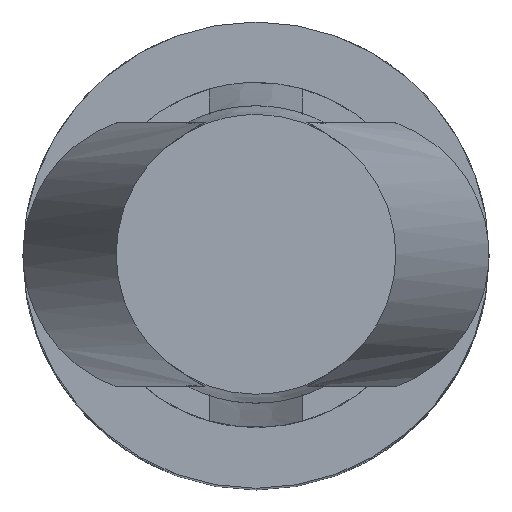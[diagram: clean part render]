
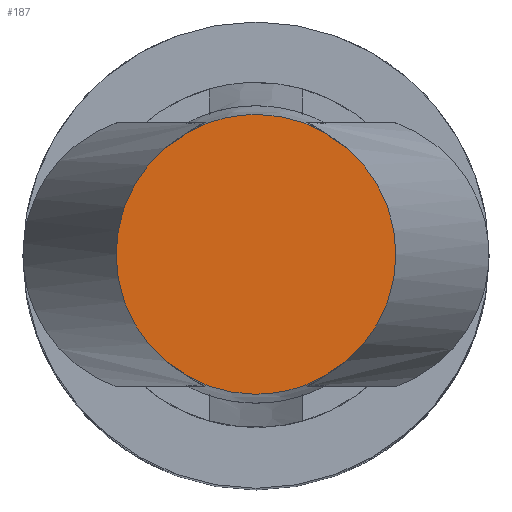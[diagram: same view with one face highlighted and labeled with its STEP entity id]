
A CAD part, top view. The second image highlights one B-rep face of the part: STEP entity #187.
In plain terms, the highlighted planar face has unit normal (0, 0, 1).
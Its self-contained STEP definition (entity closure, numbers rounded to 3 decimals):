
#187 = ADVANCED_FACE( '', ( #404 ), #405, .T. );
#404 = FACE_OUTER_BOUND( '', #743, .T. );
#405 = PLANE( '', #744 );
#743 = EDGE_LOOP( '', ( #1246, #1247, #1248, #1249, #1250, #1251, #1252, #1253 ) );
#744 = AXIS2_PLACEMENT_3D( '', #1254, #1255, #1256 );
#1246 = ORIENTED_EDGE( '', *, *, #1691, .F. );
#1247 = ORIENTED_EDGE( '', *, *, #1692, .T. );
#1248 = ORIENTED_EDGE( '', *, *, #1693, .F. );
#1249 = ORIENTED_EDGE( '', *, *, #1592, .F. );
#1250 = ORIENTED_EDGE( '', *, *, #1694, .F. );
#1251 = ORIENTED_EDGE( '', *, *, #1695, .T. );
#1252 = ORIENTED_EDGE( '', *, *, #1696, .F. );
#1253 = ORIENTED_EDGE( '', *, *, #1514, .T. );
#1254 = CARTESIAN_POINT( '', ( 0., 0., 10.15 ) );
#1255 = DIRECTION( '', ( 0., 0., 1. ) );
#1256 = DIRECTION( '', ( 1., 0., 0. ) );
#1514 = EDGE_CURVE( '', #1804, #1802, #1805, .F. );
#1592 = EDGE_CURVE( '', #1935, #1937, #1938, .T. );
#1691 = EDGE_CURVE( '', #2067, #1802, #2068, .T. );
#1692 = EDGE_CURVE( '', #2067, #2069, #2070, .T. );
#1693 = EDGE_CURVE( '', #1937, #2069, #2071, .T. );
#1694 = EDGE_CURVE( '', #2072, #1935, #2073, .T. );
#1695 = EDGE_CURVE( '', #2072, #2074, #2075, .T. );
#1696 = EDGE_CURVE( '', #1804, #2074, #2076, .T. );
#1802 = VERTEX_POINT( '', #2250 );
#1804 = VERTEX_POINT( '', #2258 );
#1805 = CIRCLE( '', #2259, 1.5 );
#1935 = VERTEX_POINT( '', #2466 );
#1937 = VERTEX_POINT( '', #2474 );
#1938 = CIRCLE( '', #2475, 1.5 );
#2067 = VERTEX_POINT( '', #2676 );
#2068 = CIRCLE( '', #2677, 1.5 );
#2069 = VERTEX_POINT( '', #2678 );
#2070 = B_SPLINE_CURVE_WITH_KNOTS( '', 2, ( #2679, #2680, #2681, #2682, #2683 ), .UNSPECIFIED., .F., .F., ( 3, 2, 3 ), ( 0., 0.5, 1. ), .UNSPECIFIED. );
#2071 = CIRCLE( '', #2684, 1.5 );
#2072 = VERTEX_POINT( '', #2685 );
#2073 = CIRCLE( '', #2686, 1.5 );
#2074 = VERTEX_POINT( '', #2687 );
#2075 = B_SPLINE_CURVE_WITH_KNOTS( '', 2, ( #2688, #2689, #2690, #2691, #2692 ), .UNSPECIFIED., .F., .F., ( 3, 2, 3 ), ( 0., 0.5, 1. ), .UNSPECIFIED. );
#2076 = CIRCLE( '', #2693, 1.5 );
#2250 = CARTESIAN_POINT( '', ( -0.525, -1.405, 10.15 ) );
#2258 = CARTESIAN_POINT( '', ( -0.525, 1.405, 10.15 ) );
#2259 = AXIS2_PLACEMENT_3D( '', #2793, #2794, #2795 );
#2466 = CARTESIAN_POINT( '', ( 0.525, 1.405, 10.15 ) );
#2474 = CARTESIAN_POINT( '', ( 0.525, -1.405, 10.15 ) );
#2475 = AXIS2_PLACEMENT_3D( '', #2881, #2882, #2883 );
#2676 = CARTESIAN_POINT( '', ( -0.5, -1.414, 10.15 ) );
#2677 = AXIS2_PLACEMENT_3D( '', #2981, #2982, #2983 );
#2678 = CARTESIAN_POINT( '', ( 0.5, -1.414, 10.15 ) );
#2679 = CARTESIAN_POINT( '', ( -0.5, -1.414, 10.15 ) );
#2680 = CARTESIAN_POINT( '', ( -0.258, -1.5, 10.15 ) );
#2681 = CARTESIAN_POINT( '', ( 0., -1.5, 10.15 ) );
#2682 = CARTESIAN_POINT( '', ( 0.257, -1.5, 10.15 ) );
#2683 = CARTESIAN_POINT( '', ( 0.5, -1.414, 10.15 ) );
#2684 = AXIS2_PLACEMENT_3D( '', #2984, #2985, #2986 );
#2685 = CARTESIAN_POINT( '', ( 0.5, 1.414, 10.15 ) );
#2686 = AXIS2_PLACEMENT_3D( '', #2987, #2988, #2989 );
#2687 = CARTESIAN_POINT( '', ( -0.5, 1.414, 10.15 ) );
#2688 = CARTESIAN_POINT( '', ( 0.5, 1.414, 10.15 ) );
#2689 = CARTESIAN_POINT( '', ( 0.258, 1.5, 10.15 ) );
#2690 = CARTESIAN_POINT( '', ( 0., 1.5, 10.15 ) );
#2691 = CARTESIAN_POINT( '', ( -0.257, 1.5, 10.15 ) );
#2692 = CARTESIAN_POINT( '', ( -0.5, 1.414, 10.15 ) );
#2693 = AXIS2_PLACEMENT_3D( '', #2990, #2991, #2992 );
#2793 = CARTESIAN_POINT( '', ( 0., 0., 10.15 ) );
#2794 = DIRECTION( '', ( 0., 0., -1. ) );
#2795 = DIRECTION( '', ( 1., 0., 0. ) );
#2881 = CARTESIAN_POINT( '', ( 0., 0., 10.15 ) );
#2882 = DIRECTION( '', ( 0., 0., -1. ) );
#2883 = DIRECTION( '', ( 0., 1., 0. ) );
#2981 = CARTESIAN_POINT( '', ( 0., 0., 10.15 ) );
#2982 = DIRECTION( '', ( 0., 0., -1. ) );
#2983 = DIRECTION( '', ( 0., 1., 0. ) );
#2984 = CARTESIAN_POINT( '', ( 0., 0., 10.15 ) );
#2985 = DIRECTION( '', ( 0., 0., -1. ) );
#2986 = DIRECTION( '', ( 0., 1., 0. ) );
#2987 = CARTESIAN_POINT( '', ( 0., 0., 10.15 ) );
#2988 = DIRECTION( '', ( 0., 0., -1. ) );
#2989 = DIRECTION( '', ( 0., 1., 0. ) );
#2990 = CARTESIAN_POINT( '', ( 0., 0., 10.15 ) );
#2991 = DIRECTION( '', ( 0., 0., -1. ) );
#2992 = DIRECTION( '', ( 0., 1., 0. ) );
